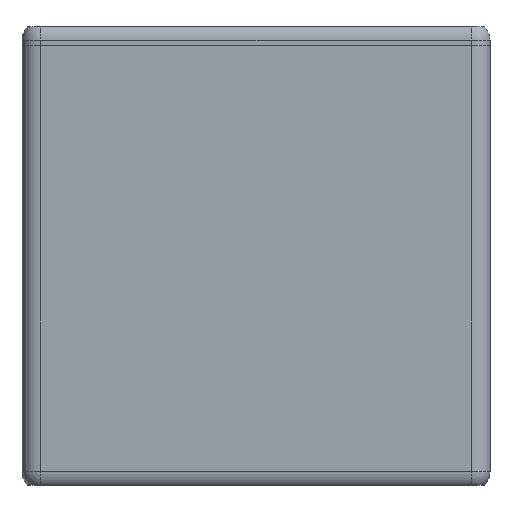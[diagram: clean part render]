
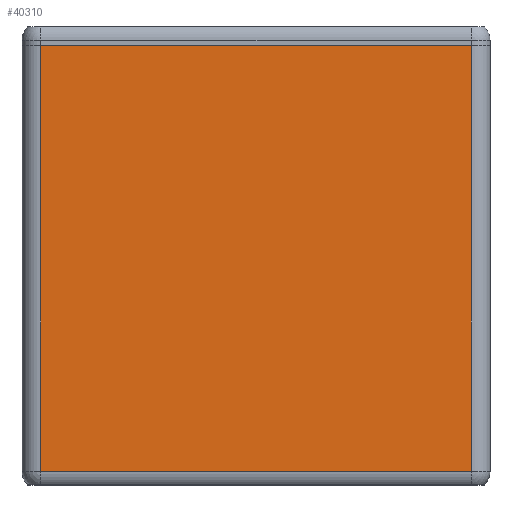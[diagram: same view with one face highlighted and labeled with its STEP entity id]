
A CAD part, top view. The second image highlights one B-rep face of the part: STEP entity #40310.
In plain terms, the highlighted planar face has unit normal (0, 0, 1).
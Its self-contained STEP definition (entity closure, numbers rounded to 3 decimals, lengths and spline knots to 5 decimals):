
#4122=ORIENTED_EDGE('',*,*,#16429,.T.);
#4123=ORIENTED_EDGE('',*,*,#16430,.T.);
#4124=ORIENTED_EDGE('',*,*,#16431,.T.);
#4125=ORIENTED_EDGE('',*,*,#16432,.F.);
#16429=EDGE_CURVE('',#22585,#22586,#26338,.F.);
#16430=EDGE_CURVE('',#22586,#22587,#26339,.F.);
#16431=EDGE_CURVE('',#22587,#22588,#26340,.T.);
#16432=EDGE_CURVE('',#22585,#22588,#26341,.T.);
#22585=VERTEX_POINT('',#57769);
#22586=VERTEX_POINT('',#57770);
#22587=VERTEX_POINT('',#57772);
#22588=VERTEX_POINT('',#57774);
#26338=LINE('',#57768,#30485);
#26339=LINE('',#57771,#30486);
#26340=LINE('',#57773,#30487);
#26341=LINE('',#57775,#30488);
#30485=VECTOR('',#46928,1.);
#30486=VECTOR('',#46929,1.);
#30487=VECTOR('',#46930,1.);
#30488=VECTOR('',#46931,1.);
#34178=EDGE_LOOP('',(#4122,#4123,#4124,#4125));
#36647=FACE_BOUND('',#34178,.T.);
#39041=PLANE('',#43464);
#40310=ADVANCED_FACE('',(#36647),#39041,.T.);
#43464=AXIS2_PLACEMENT_3D('',#57767,#46926,#46927);
#46926=DIRECTION('',(0.,0.,1.));
#46927=DIRECTION('',(1.,0.,0.));
#46928=DIRECTION('',(0.,1.,0.));
#46929=DIRECTION('',(-1.,0.,0.));
#46930=DIRECTION('',(0.,1.,0.));
#46931=DIRECTION('',(1.,0.,0.));
#57767=CARTESIAN_POINT('',(0.,-0.003,0.045));
#57768=CARTESIAN_POINT('',(-0.0575,-0.003,0.045));
#57769=CARTESIAN_POINT('',(-0.0575,0.1143,0.045));
#57770=CARTESIAN_POINT('',(-0.0575,0.00057,0.045));
#57771=CARTESIAN_POINT('',(0.,0.00057,0.045));
#57772=CARTESIAN_POINT('',(0.0575,0.00057,0.045));
#57773=CARTESIAN_POINT('',(0.0575,-0.003,0.045));
#57774=CARTESIAN_POINT('',(0.0575,0.1143,0.045));
#57775=CARTESIAN_POINT('',(0.,0.1143,0.045));
